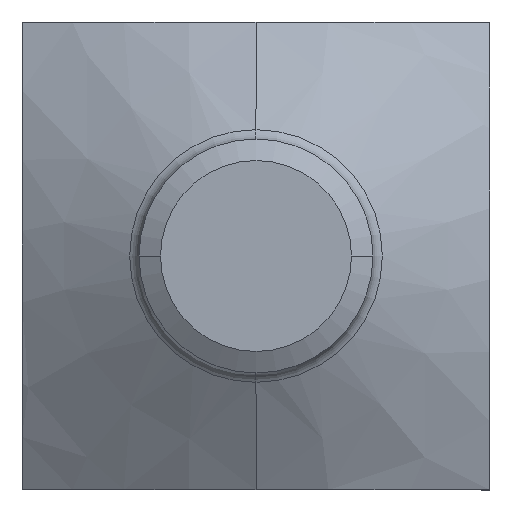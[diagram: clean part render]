
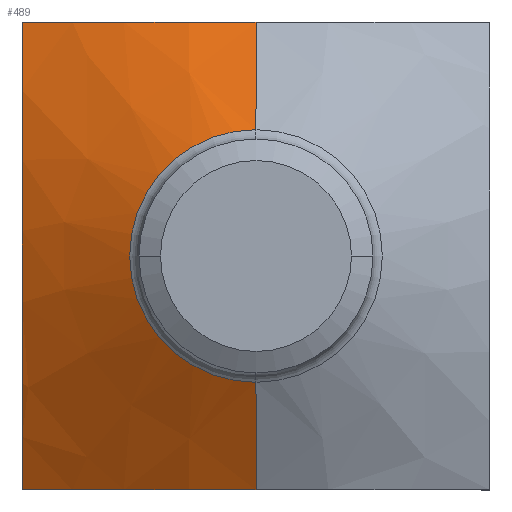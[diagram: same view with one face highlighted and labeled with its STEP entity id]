
A CAD part, left-side view. The second image highlights one B-rep face of the part: STEP entity #489.
In plain terms, the highlighted conical face has half-angle 60 degrees and reference radius 5 mm.
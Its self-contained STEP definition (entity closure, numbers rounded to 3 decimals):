
#1 = CARTESIAN_POINT ( 'NONE',  ( 33.811, 5.926, -10. ) ) ;
#8 = CARTESIAN_POINT ( 'NONE',  ( 32.887, 0., -10. ) ) ;
#11 = CARTESIAN_POINT ( 'NONE',  ( 35.278, 10., 10. ) ) ;
#16 = CARTESIAN_POINT ( 'NONE',  ( 33.197, 3.421, 10. ) ) ;
#26 = CARTESIAN_POINT ( 'NONE',  ( 33.373, 10., -4.255 ) ) ;
#72 = VECTOR ( 'NONE', #215, 1000. ) ;
#81 = CARTESIAN_POINT ( 'NONE',  ( 33.374, 4.26, -10. ) ) ;
#86 = CARTESIAN_POINT ( 'NONE',  ( 33.197, 3.421, -10. ) ) ;
#112 = VERTEX_POINT ( 'NONE', #435 ) ;
#132 = FACE_OUTER_BOUND ( 'NONE', #797, .T. ) ;
#136 = CARTESIAN_POINT ( 'NONE',  ( 30., 0., -5. ) ) ;
#179 = CARTESIAN_POINT ( 'NONE',  ( 32.889, 10., 0.906 ) ) ;
#182 = ORIENTED_EDGE ( 'NONE', *, *, #314, .T. ) ;
#189 = CARTESIAN_POINT ( 'NONE',  ( 30.231, 0., 5.4 ) ) ;
#215 = DIRECTION ( 'NONE',  ( 0.5, 0., -0.866 ) ) ;
#225 = CARTESIAN_POINT ( 'NONE',  ( 34.953, 10., 9.204 ) ) ;
#227 = CARTESIAN_POINT ( 'NONE',  ( 33.811, 5.926, 10. ) ) ;
#228 = VERTEX_POINT ( 'NONE', #593 ) ;
#231 = CARTESIAN_POINT ( 'NONE',  ( 34.642, 8.394, -10. ) ) ;
#291 = ORIENTED_EDGE ( 'NONE', *, *, #464, .T. ) ;
#307 = CARTESIAN_POINT ( 'NONE',  ( 32.887, 0.868, 10. ) ) ;
#309 = B_SPLINE_CURVE_WITH_KNOTS ( 'NONE', 3,
 ( #11, #225, #549, #893, #814, #311, #564, #903, #179, #493, #401, #909, #481, #488, #26, #742, #825, #588, #410, #841 ),
 .UNSPECIFIED., .F., .F.,
 ( 4, 2, 2, 2, 2, 2, 2, 2, 2, 4 ),
 ( 0.026, 0.029, 0.031, 0.034, 0.036, 0.038, 0.039, 0.041, 0.044, 0.047 ),
 .UNSPECIFIED. ) ;
#311 = CARTESIAN_POINT ( 'NONE',  ( 33.38, 10., 4.284 ) ) ;
#314 = EDGE_CURVE ( 'NONE', #112, #754, #850, .T. ) ;
#317 = CARTESIAN_POINT ( 'NONE',  ( 32.953, 1.725, 10. ) ) ;
#359 = EDGE_CURVE ( 'NONE', #228, #502, #640, .T. ) ;
#386 = CARTESIAN_POINT ( 'NONE',  ( 33.374, 4.26, 10. ) ) ;
#394 = CARTESIAN_POINT ( 'NONE',  ( 32.887, 0.868, -10. ) ) ;
#401 = CARTESIAN_POINT ( 'NONE',  ( 32.901, 10., -0.825 ) ) ;
#406 = LINE ( 'NONE', #668, #606 ) ;
#410 = CARTESIAN_POINT ( 'NONE',  ( 34.952, 10., -9.201 ) ) ;
#435 = CARTESIAN_POINT ( 'NONE',  ( 35.278, 10., -10. ) ) ;
#464 = EDGE_CURVE ( 'NONE', #711, #502, #406, .T. ) ;
#481 = CARTESIAN_POINT ( 'NONE',  ( 33.011, 10., -2.127 ) ) ;
#486 = CARTESIAN_POINT ( 'NONE',  ( 32.953, 1.725, -10. ) ) ;
#488 = CARTESIAN_POINT ( 'NONE',  ( 33.195, 10., -3.411 ) ) ;
#489 = ADVANCED_FACE ( 'NONE', ( #132 ), #988, .T. ) ;
#493 = CARTESIAN_POINT ( 'NONE',  ( 32.886, 10., -0.389 ) ) ;
#498 = EDGE_CURVE ( 'NONE', #532, #754, #624, .T. ) ;
#499 = CIRCLE ( 'NONE', #608, 5.4 ) ;
#502 = VERTEX_POINT ( 'NONE', #867 ) ;
#504 = DIRECTION ( 'NONE',  ( 0.5, 0., 0.866 ) ) ;
#511 = CARTESIAN_POINT ( 'NONE',  ( 30.231, 0., 0. ) ) ;
#530 = DIRECTION ( 'NONE',  ( 1., 0., 0. ) ) ;
#532 = VERTEX_POINT ( 'NONE', #537 ) ;
#537 = CARTESIAN_POINT ( 'NONE',  ( 30.231, 0., -5.4 ) ) ;
#549 = CARTESIAN_POINT ( 'NONE',  ( 34.644, 10., 8.4 ) ) ;
#558 = CARTESIAN_POINT ( 'NONE',  ( 34.952, 9.201, 10. ) ) ;
#564 = CARTESIAN_POINT ( 'NONE',  ( 33.202, 10., 3.449 ) ) ;
#566 = CARTESIAN_POINT ( 'NONE',  ( 35.278, 10., -10. ) ) ;
#588 = CARTESIAN_POINT ( 'NONE',  ( 34.641, 10., -8.393 ) ) ;
#589 = DIRECTION ( 'NONE',  ( 1., 0., 0. ) ) ;
#593 = CARTESIAN_POINT ( 'NONE',  ( 35.278, 10., 10. ) ) ;
#606 = VECTOR ( 'NONE', #504, 1000. ) ;
#608 = AXIS2_PLACEMENT_3D ( 'NONE', #511, #589, #670 ) ;
#624 = LINE ( 'NONE', #136, #72 ) ;
#629 = ORIENTED_EDGE ( 'NONE', *, *, #498, .F. ) ;
#640 = B_SPLINE_CURVE_WITH_KNOTS ( 'NONE', 3,
 ( #1041, #558, #745, #641, #227, #386, #16, #317, #307, #659 ),
 .UNSPECIFIED., .F., .F.,
 ( 4, 2, 2, 2, 4 ),
 ( 0.026, 0.029, 0.031, 0.034, 0.036 ),
 .UNSPECIFIED. ) ;
#641 = CARTESIAN_POINT ( 'NONE',  ( 34.07, 6.755, 10. ) ) ;
#659 = CARTESIAN_POINT ( 'NONE',  ( 32.887, 0., 10. ) ) ;
#668 = CARTESIAN_POINT ( 'NONE',  ( 30., 0., 5. ) ) ;
#670 = DIRECTION ( 'NONE',  ( 0., 0., 1. ) ) ;
#693 = CARTESIAN_POINT ( 'NONE',  ( 30., 0., 0. ) ) ;
#708 = EDGE_CURVE ( 'NONE', #532, #711, #499, .T. ) ;
#711 = VERTEX_POINT ( 'NONE', #189 ) ;
#723 = CARTESIAN_POINT ( 'NONE',  ( 34.952, 9.201, -10. ) ) ;
#739 = CARTESIAN_POINT ( 'NONE',  ( 34.07, 6.755, -10. ) ) ;
#740 = ORIENTED_EDGE ( 'NONE', *, *, #708, .T. ) ;
#742 = CARTESIAN_POINT ( 'NONE',  ( 33.811, 10., -5.926 ) ) ;
#745 = CARTESIAN_POINT ( 'NONE',  ( 34.642, 8.394, 10. ) ) ;
#754 = VERTEX_POINT ( 'NONE', #848 ) ;
#755 = ORIENTED_EDGE ( 'NONE', *, *, #359, .F. ) ;
#797 = EDGE_LOOP ( 'NONE', ( #740, #291, #755, #936, #182, #629 ) ) ;
#814 = CARTESIAN_POINT ( 'NONE',  ( 33.816, 10., 5.943 ) ) ;
#825 = CARTESIAN_POINT ( 'NONE',  ( 34.069, 10., -6.752 ) ) ;
#841 = CARTESIAN_POINT ( 'NONE',  ( 35.278, 10., -10. ) ) ;
#848 = CARTESIAN_POINT ( 'NONE',  ( 32.887, 0., -10. ) ) ;
#850 = B_SPLINE_CURVE_WITH_KNOTS ( 'NONE', 3,
 ( #566, #723, #231, #739, #1, #81, #86, #486, #394, #8 ),
 .UNSPECIFIED., .F., .F.,
 ( 4, 2, 2, 2, 4 ),
 ( 0.026, 0.029, 0.031, 0.034, 0.036 ),
 .UNSPECIFIED. ) ;
#867 = CARTESIAN_POINT ( 'NONE',  ( 32.887, 0., 10. ) ) ;
#893 = CARTESIAN_POINT ( 'NONE',  ( 34.075, 10., 6.768 ) ) ;
#903 = CARTESIAN_POINT ( 'NONE',  ( 32.956, 10., 1.759 ) ) ;
#909 = CARTESIAN_POINT ( 'NONE',  ( 32.964, 10., -1.695 ) ) ;
#936 = ORIENTED_EDGE ( 'NONE', *, *, #1038, .T. ) ;
#988 = CONICAL_SURFACE ( 'NONE', #1004, 5., 1.047 ) ;
#1004 = AXIS2_PLACEMENT_3D ( 'NONE', #693, #530, #1031 ) ;
#1031 = DIRECTION ( 'NONE',  ( 0., 0., -1. ) ) ;
#1038 = EDGE_CURVE ( 'NONE', #228, #112, #309, .T. ) ;
#1041 = CARTESIAN_POINT ( 'NONE',  ( 35.278, 10., 10. ) ) ;
